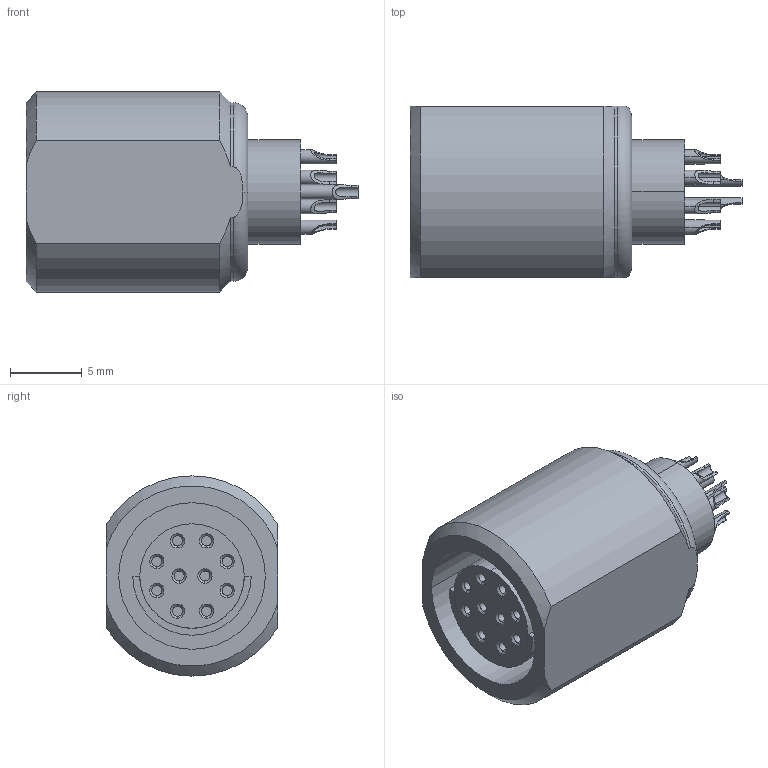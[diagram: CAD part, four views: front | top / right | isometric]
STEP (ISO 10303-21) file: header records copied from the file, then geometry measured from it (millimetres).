
FILE_DESCRIPTION((''),'2;1');
FILE_NAME('G5AF1C-P10L','2021-02-22T14:03:37',('RTrager'),(''),'CREO PARAMETRIC BY PTC INC, 2018300','CREO PARAMETRIC BY PTC INC, 2018300','');
FILE_SCHEMA(('AP242_MANAGED_MODEL_BASED_3D_ENGINEERING_MIM_LF { 1 0 10303 442 1 1 4 }'));
Length unit declared in the file: millimetre
Products named in the file (1): G5AF1C-P10L
Bounding box: 23.2 x 12 x 14 mm (x, y, z)
Volume: 1929.1 mm3; surface area: 2040.4 mm2
Topology: 1 solids, 1 shells, 171 faces, 412 edges, 268 vertices
Faces by surface type: cylinder 94, plane 41, cone 24, torus 12
Entity records: 8774 total; most frequent: CARTESIAN_POINT 1434, DIRECTION 908, ORIENTED_EDGE 824, PRESENTATION_STYLE_ASSIGNMENT 580, STYLED_ITEM 431, CURVE_STYLE 412, EDGE_CURVE 412, AXIS2_PLACEMENT_3D 381
